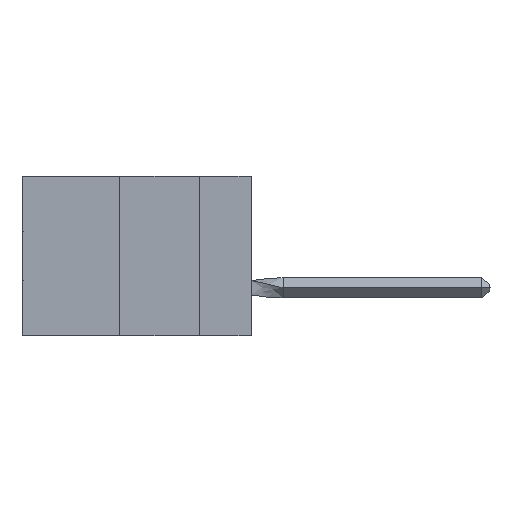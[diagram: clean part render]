
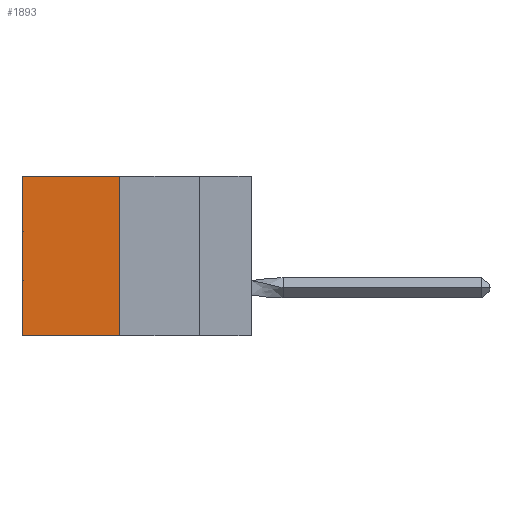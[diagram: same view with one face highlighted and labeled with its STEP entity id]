
A CAD part, left-side view. The second image highlights one B-rep face of the part: STEP entity #1893.
In plain terms, the highlighted planar face has unit normal (-1, 0, 0).
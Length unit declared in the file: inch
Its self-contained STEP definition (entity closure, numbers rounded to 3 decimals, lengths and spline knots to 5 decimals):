
#756 = EDGE_CURVE ( 'NONE', #14861, #17580, #34336, .T. ) ;
#904 = VECTOR ( 'NONE', #18610, 39.37008 ) ;
#1893 = ADVANCED_FACE ( 'NONE', ( #42299 ), #42156, .F. ) ;
#3021 = CARTESIAN_POINT ( 'NONE',  ( 0.305, 0.413, -0.5 ) ) ;
#4601 = VECTOR ( 'NONE', #21501, 39.37008 ) ;
#4607 = DIRECTION ( 'NONE',  ( 1., 0., 0. ) ) ;
#7505 = CARTESIAN_POINT ( 'NONE',  ( 0.305, 0.413, 0. ) ) ;
#7930 = DIRECTION ( 'NONE',  ( 0., 0., -1. ) ) ;
#9165 = AXIS2_PLACEMENT_3D ( 'NONE', #28346, #4607, #7930 ) ;
#9267 = VERTEX_POINT ( 'NONE', #31533 ) ;
#10836 = VECTOR ( 'NONE', #33304, 39.37008 ) ;
#13722 = LINE ( 'NONE', #18089, #4601 ) ;
#14861 = VERTEX_POINT ( 'NONE', #15077 ) ;
#15077 = CARTESIAN_POINT ( 'NONE',  ( 0.305, 0.413, 0. ) ) ;
#16464 = LINE ( 'NONE', #35376, #904 ) ;
#16608 = ORIENTED_EDGE ( 'NONE', *, *, #38020, .F. ) ;
#17119 = ORIENTED_EDGE ( 'NONE', *, *, #43359, .T. ) ;
#17580 = VERTEX_POINT ( 'NONE', #3021 ) ;
#18089 = CARTESIAN_POINT ( 'NONE',  ( 0.305, 0.72, -0.5 ) ) ;
#18610 = DIRECTION ( 'NONE',  ( 0., 1., 0. ) ) ;
#21501 = DIRECTION ( 'NONE',  ( 0., 0., -1. ) ) ;
#22556 = EDGE_CURVE ( 'NONE', #14861, #9267, #40586, .T. ) ;
#22633 = CARTESIAN_POINT ( 'NONE',  ( 0.305, 0.413, -0.5 ) ) ;
#28346 = CARTESIAN_POINT ( 'NONE',  ( 0.305, 0.413, -0.5 ) ) ;
#31444 = VECTOR ( 'NONE', #38036, 39.37008 ) ;
#31533 = CARTESIAN_POINT ( 'NONE',  ( 0.305, 0.72, 0. ) ) ;
#31873 = VERTEX_POINT ( 'NONE', #38479 ) ;
#33304 = DIRECTION ( 'NONE',  ( 0., 0., -1. ) ) ;
#34336 = LINE ( 'NONE', #22633, #10836 ) ;
#34714 = ORIENTED_EDGE ( 'NONE', *, *, #22556, .T. ) ;
#35376 = CARTESIAN_POINT ( 'NONE',  ( 0.305, 0.413, -0.5 ) ) ;
#36148 = EDGE_LOOP ( 'NONE', ( #17119, #16608, #40342, #34714 ) ) ;
#38020 = EDGE_CURVE ( 'NONE', #17580, #31873, #16464, .T. ) ;
#38036 = DIRECTION ( 'NONE',  ( 0., 1., 0. ) ) ;
#38479 = CARTESIAN_POINT ( 'NONE',  ( 0.305, 0.72, -0.5 ) ) ;
#40342 = ORIENTED_EDGE ( 'NONE', *, *, #756, .F. ) ;
#40586 = LINE ( 'NONE', #7505, #31444 ) ;
#42156 = PLANE ( 'NONE',  #9165 ) ;
#42299 = FACE_OUTER_BOUND ( 'NONE', #36148, .T. ) ;
#43359 = EDGE_CURVE ( 'NONE', #9267, #31873, #13722, .T. ) ;
